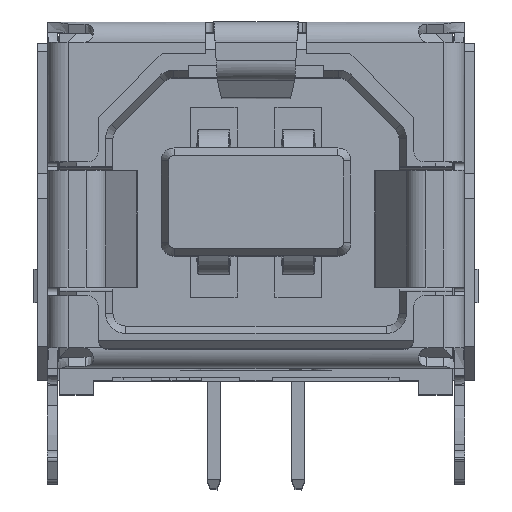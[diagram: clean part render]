
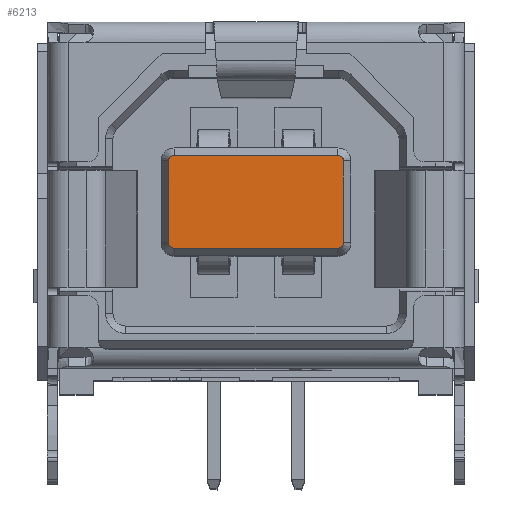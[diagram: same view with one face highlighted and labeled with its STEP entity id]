
A CAD part, top view. The second image highlights one B-rep face of the part: STEP entity #6213.
In plain terms, the highlighted planar face has unit normal (0, 0, 1).
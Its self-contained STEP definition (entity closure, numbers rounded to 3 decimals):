
#5599 = EDGE_CURVE ( 'NONE', #5600, #5601, #18559, .T. ) ;
#5600 = VERTEX_POINT ( 'NONE', #18555 ) ;
#5601 = VERTEX_POINT ( 'NONE', #18554 ) ;
#5816 = EDGE_CURVE ( 'NONE', #5817, #5818, #19330, .T. ) ;
#5817 = VERTEX_POINT ( 'NONE', #19326 ) ;
#5818 = VERTEX_POINT ( 'NONE', #19325 ) ;
#6163 = EDGE_CURVE ( 'NONE', #5818, #6164, #20368, .T. ) ;
#6164 = VERTEX_POINT ( 'NONE', #20363 ) ;
#6177 = VERTEX_POINT ( 'NONE', #20405 ) ;
#6179 = EDGE_CURVE ( 'NONE', #6177, #5600, #20403, .T. ) ;
#6202 = ORIENTED_EDGE ( 'NONE', *, *, #6203, .T. ) ;
#6203 = EDGE_CURVE ( 'NONE', #6285, #5601, #20450, .T. ) ;
#6204 = ORIENTED_EDGE ( 'NONE', *, *, #5599, .F. ) ;
#6213 = ADVANCED_FACE ( 'NONE', ( #20484 ), #20517, .F. ) ;
#6214 = EDGE_LOOP ( 'NONE', ( #6215, #6216, #6218, #6279, #6280, #6283, #6202, #6204 ) ) ;
#6215 = ORIENTED_EDGE ( 'NONE', *, *, #6179, .F. ) ;
#6216 = ORIENTED_EDGE ( 'NONE', *, *, #6217, .F. ) ;
#6217 = EDGE_CURVE ( 'NONE', #6164, #6177, #20512, .T. ) ;
#6218 = ORIENTED_EDGE ( 'NONE', *, *, #6163, .F. ) ;
#6279 = ORIENTED_EDGE ( 'NONE', *, *, #5816, .F. ) ;
#6280 = ORIENTED_EDGE ( 'NONE', *, *, #6281, .T. ) ;
#6281 = EDGE_CURVE ( 'NONE', #5817, #6282, #20561, .T. ) ;
#6282 = VERTEX_POINT ( 'NONE', #20619 ) ;
#6283 = ORIENTED_EDGE ( 'NONE', *, *, #6284, .T. ) ;
#6284 = EDGE_CURVE ( 'NONE', #6282, #6285, #20618, .T. ) ;
#6285 = VERTEX_POINT ( 'NONE', #20614 ) ;
#18554 = CARTESIAN_POINT ( 'NONE',  ( 2.42, 7.061, -0.42 ) ) ;
#18555 = CARTESIAN_POINT ( 'NONE',  ( -2.42, 7.061, -0.42 ) ) ;
#18556 = DIRECTION ( 'NONE',  ( 1., 0., 0. ) ) ;
#18557 = VECTOR ( 'NONE', #18556, 1000. ) ;
#18558 = CARTESIAN_POINT ( 'NONE',  ( 0., 7.061, -0.42 ) ) ;
#18559 = LINE ( 'NONE', #18558, #18557 ) ;
#19325 = CARTESIAN_POINT ( 'NONE',  ( -2.42, 4.319, -0.42 ) ) ;
#19326 = CARTESIAN_POINT ( 'NONE',  ( 2.42, 4.319, -0.42 ) ) ;
#19327 = DIRECTION ( 'NONE',  ( -1., 0., 0. ) ) ;
#19328 = VECTOR ( 'NONE', #19327, 1000. ) ;
#19329 = CARTESIAN_POINT ( 'NONE',  ( 0., 4.319, -0.42 ) ) ;
#19330 = LINE ( 'NONE', #19329, #19328 ) ;
#20363 = CARTESIAN_POINT ( 'NONE',  ( -2.581, 4.48, -0.42 ) ) ;
#20364 = DIRECTION ( 'NONE',  ( -1., 0., 0. ) ) ;
#20365 = DIRECTION ( 'NONE',  ( 0., 0., -1. ) ) ;
#20366 = CARTESIAN_POINT ( 'NONE',  ( -2.42, 4.48, -0.42 ) ) ;
#20367 = AXIS2_PLACEMENT_3D ( 'NONE', #20366, #20365, #20364 ) ;
#20368 = CIRCLE ( 'NONE', #20367, 0.161 ) ;
#20399 = DIRECTION ( 'NONE',  ( -1., 0., 0. ) ) ;
#20400 = DIRECTION ( 'NONE',  ( 0., 0., -1. ) ) ;
#20401 = CARTESIAN_POINT ( 'NONE',  ( -2.42, 6.9, -0.42 ) ) ;
#20402 = AXIS2_PLACEMENT_3D ( 'NONE', #20401, #20400, #20399 ) ;
#20403 = CIRCLE ( 'NONE', #20402, 0.161 ) ;
#20405 = CARTESIAN_POINT ( 'NONE',  ( -2.581, 6.9, -0.42 ) ) ;
#20447 = DIRECTION ( 'NONE',  ( -1., 0., 0. ) ) ;
#20448 = DIRECTION ( 'NONE',  ( 0., 0., 1. ) ) ;
#20449 = AXIS2_PLACEMENT_3D ( 'NONE', #20457, #20448, #20447 ) ;
#20450 = CIRCLE ( 'NONE', #20449, 0.161 ) ;
#20457 = CARTESIAN_POINT ( 'NONE',  ( 2.42, 6.9, -0.42 ) ) ;
#20484 = FACE_OUTER_BOUND ( 'NONE', #6214, .T. ) ;
#20509 = DIRECTION ( 'NONE',  ( 0., 1., 0. ) ) ;
#20510 = VECTOR ( 'NONE', #20509, 1000. ) ;
#20511 = CARTESIAN_POINT ( 'NONE',  ( -2.581, 5.69, -0.42 ) ) ;
#20512 = LINE ( 'NONE', #20511, #20510 ) ;
#20513 = DIRECTION ( 'NONE',  ( 0., -1., 0. ) ) ;
#20514 = DIRECTION ( 'NONE',  ( 0., 0., -1. ) ) ;
#20515 = CARTESIAN_POINT ( 'NONE',  ( 2.684, 7.115, -0.42 ) ) ;
#20516 = AXIS2_PLACEMENT_3D ( 'NONE', #20515, #20514, #20513 ) ;
#20517 = PLANE ( 'NONE',  #20516 ) ;
#20561 = CIRCLE ( 'NONE', #20623, 0.161 ) ;
#20614 = CARTESIAN_POINT ( 'NONE',  ( 2.581, 6.9, -0.42 ) ) ;
#20615 = DIRECTION ( 'NONE',  ( 0., 1., 0. ) ) ;
#20616 = VECTOR ( 'NONE', #20615, 1000. ) ;
#20617 = CARTESIAN_POINT ( 'NONE',  ( 2.581, 5.69, -0.42 ) ) ;
#20618 = LINE ( 'NONE', #20617, #20616 ) ;
#20619 = CARTESIAN_POINT ( 'NONE',  ( 2.581, 4.48, -0.42 ) ) ;
#20620 = DIRECTION ( 'NONE',  ( -1., 0., 0. ) ) ;
#20621 = DIRECTION ( 'NONE',  ( 0., 0., 1. ) ) ;
#20622 = CARTESIAN_POINT ( 'NONE',  ( 2.42, 4.48, -0.42 ) ) ;
#20623 = AXIS2_PLACEMENT_3D ( 'NONE', #20622, #20621, #20620 ) ;
